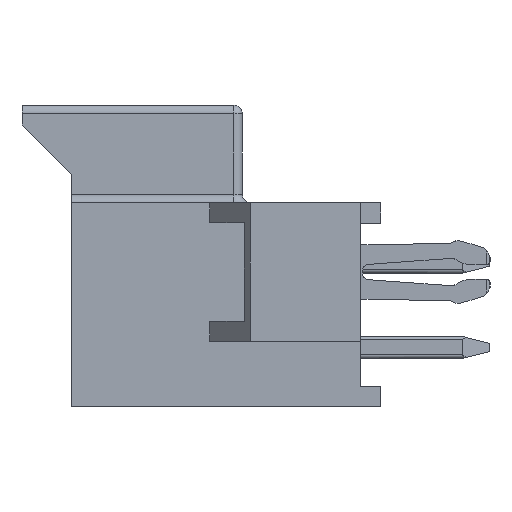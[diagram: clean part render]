
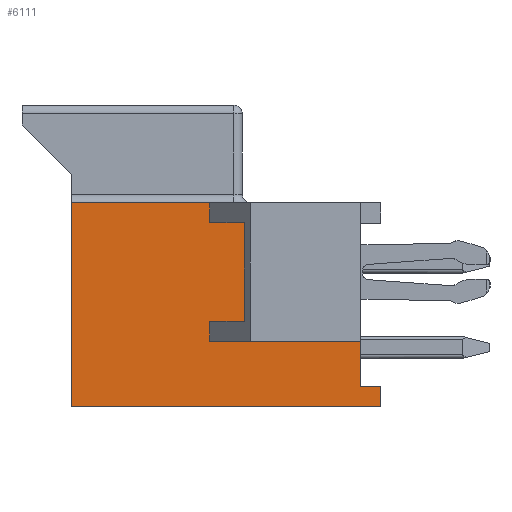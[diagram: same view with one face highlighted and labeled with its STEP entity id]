
A CAD part, left-side view. The second image highlights one B-rep face of the part: STEP entity #6111.
In plain terms, the highlighted planar face has unit normal (-1, 0, 0).
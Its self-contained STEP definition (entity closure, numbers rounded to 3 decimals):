
#35=CARTESIAN_POINT('',(-10.47,-4.04,2.99));
#36=VERTEX_POINT('',#35);
#37=CARTESIAN_POINT('',(-10.47,-4.04,2.41));
#38=VERTEX_POINT('',#37);
#39=CARTESIAN_POINT('',(-10.47,-4.04,2.99));
#40=DIRECTION('',(0.,0.,-1.));
#41=VECTOR('',#40,0.58);
#42=LINE('',#39,#41);
#43=EDGE_CURVE('',#36,#38,#42,.T.);
#61=CARTESIAN_POINT('',(-10.47,-4.04,-0.49));
#62=VERTEX_POINT('',#61);
#69=CARTESIAN_POINT('',(-10.47,-4.04,-1.07));
#70=VERTEX_POINT('',#69);
#71=CARTESIAN_POINT('',(-10.47,-4.04,-0.49));
#72=DIRECTION('',(0.,0.,-1.));
#73=VECTOR('',#72,0.58);
#74=LINE('',#71,#73);
#75=EDGE_CURVE('',#62,#70,#74,.T.);
#148=CARTESIAN_POINT('',(-10.47,-5.06,-0.49));
#149=VERTEX_POINT('',#148);
#156=CARTESIAN_POINT('',(-10.47,-5.06,-0.49));
#157=DIRECTION('',(0.,1.,0.));
#158=VECTOR('',#157,1.02);
#159=LINE('',#156,#158);
#160=EDGE_CURVE('',#149,#62,#159,.T.);
#170=CARTESIAN_POINT('',(-10.47,-5.06,2.41));
#171=VERTEX_POINT('',#170);
#219=CARTESIAN_POINT('',(-10.47,-4.04,2.41));
#220=DIRECTION('',(0.,-1.,0.));
#221=VECTOR('',#220,1.02);
#222=LINE('',#219,#221);
#223=EDGE_CURVE('',#38,#171,#222,.T.);
#4096=CARTESIAN_POINT('',(-10.47,-5.06,1.66));
#4097=VERTEX_POINT('',#4096);
#4098=CARTESIAN_POINT('',(-10.47,-5.06,2.41));
#4099=DIRECTION('',(0.,0.,-1.));
#4100=VECTOR('',#4099,0.75);
#4101=LINE('',#4098,#4100);
#4102=EDGE_CURVE('',#171,#4097,#4101,.T.);
#4191=CARTESIAN_POINT('',(-10.47,-5.06,0.26));
#4192=VERTEX_POINT('',#4191);
#4199=CARTESIAN_POINT('',(-10.47,-5.06,0.26));
#4200=DIRECTION('',(0.,0.,-1.));
#4201=VECTOR('',#4200,0.75);
#4202=LINE('',#4199,#4201);
#4203=EDGE_CURVE('',#4192,#149,#4202,.T.);
#6022=CARTESIAN_POINT('',(-10.47,-4.656,-1.676));
#6023=DIRECTION('',(0.,-1.,0.));
#6024=DIRECTION('',(-1.,0.,0.));
#6025=AXIS2_PLACEMENT_3D('',#6022,#6024,#6023);
#6026=PLANE('',#6025);
#6027=CARTESIAN_POINT('',(-10.47,0.,-2.99));
#6028=VERTEX_POINT('',#6027);
#6029=CARTESIAN_POINT('',(-10.47,-9.06,-2.99));
#6030=VERTEX_POINT('',#6029);
#6031=CARTESIAN_POINT('',(-10.47,0.,-2.99));
#6032=DIRECTION('',(0.,-1.,0.));
#6033=VECTOR('',#6032,9.06);
#6034=LINE('',#6031,#6033);
#6035=EDGE_CURVE('',#6028,#6030,#6034,.T.);
#6036=ORIENTED_EDGE('',*,*,#6035,.T.);
#6037=CARTESIAN_POINT('',(-10.47,-9.06,-2.39));
#6038=VERTEX_POINT('',#6037);
#6039=CARTESIAN_POINT('',(-10.47,-9.06,-2.99));
#6040=DIRECTION('',(0.,0.,1.));
#6041=VECTOR('',#6040,0.6);
#6042=LINE('',#6039,#6041);
#6043=EDGE_CURVE('',#6030,#6038,#6042,.T.);
#6044=ORIENTED_EDGE('',*,*,#6043,.T.);
#6045=CARTESIAN_POINT('',(-10.47,-8.46,-2.39));
#6046=VERTEX_POINT('',#6045);
#6047=CARTESIAN_POINT('',(-10.47,-9.06,-2.39));
#6048=DIRECTION('',(0.,1.,0.));
#6049=VECTOR('',#6048,0.6);
#6050=LINE('',#6047,#6049);
#6051=EDGE_CURVE('',#6038,#6046,#6050,.T.);
#6052=ORIENTED_EDGE('',*,*,#6051,.T.);
#6053=CARTESIAN_POINT('',(-10.47,-8.46,-1.07));
#6054=VERTEX_POINT('',#6053);
#6055=CARTESIAN_POINT('',(-10.47,-8.46,-2.39));
#6056=DIRECTION('',(0.,0.,1.));
#6057=VECTOR('',#6056,1.32);
#6058=LINE('',#6055,#6057);
#6059=EDGE_CURVE('',#6046,#6054,#6058,.T.);
#6060=ORIENTED_EDGE('',*,*,#6059,.T.);
#6061=CARTESIAN_POINT('',(-10.47,-8.46,-1.07));
#6062=DIRECTION('',(0.,1.,0.));
#6063=VECTOR('',#6062,4.42);
#6064=LINE('',#6061,#6063);
#6065=EDGE_CURVE('',#6054,#70,#6064,.T.);
#6066=ORIENTED_EDGE('',*,*,#6065,.T.);
#6067=ORIENTED_EDGE('',*,*,#75,.F.);
#6068=ORIENTED_EDGE('',*,*,#160,.F.);
#6069=ORIENTED_EDGE('',*,*,#4203,.F.);
#6070=CARTESIAN_POINT('',(-10.47,-8.46,0.26));
#6071=VERTEX_POINT('',#6070);
#6072=CARTESIAN_POINT('',(-10.47,-5.06,0.26));
#6073=DIRECTION('',(0.,-1.,0.));
#6074=VECTOR('',#6073,3.4);
#6075=LINE('',#6072,#6074);
#6076=EDGE_CURVE('',#4192,#6071,#6075,.T.);
#6077=ORIENTED_EDGE('',*,*,#6076,.T.);
#6078=CARTESIAN_POINT('',(-10.47,-8.46,1.66));
#6079=VERTEX_POINT('',#6078);
#6080=CARTESIAN_POINT('',(-10.47,-8.46,0.26));
#6081=DIRECTION('',(0.,0.,1.));
#6082=VECTOR('',#6081,1.4);
#6083=LINE('',#6080,#6082);
#6084=EDGE_CURVE('',#6071,#6079,#6083,.T.);
#6085=ORIENTED_EDGE('',*,*,#6084,.T.);
#6086=CARTESIAN_POINT('',(-10.47,-8.46,1.66));
#6087=DIRECTION('',(0.,1.,0.));
#6088=VECTOR('',#6087,3.4);
#6089=LINE('',#6086,#6088);
#6090=EDGE_CURVE('',#6079,#4097,#6089,.T.);
#6091=ORIENTED_EDGE('',*,*,#6090,.T.);
#6092=ORIENTED_EDGE('',*,*,#4102,.F.);
#6093=ORIENTED_EDGE('',*,*,#223,.F.);
#6094=ORIENTED_EDGE('',*,*,#43,.F.);
#6095=CARTESIAN_POINT('',(-10.47,0.,2.99));
#6096=VERTEX_POINT('',#6095);
#6097=CARTESIAN_POINT('',(-10.47,-4.04,2.99));
#6098=DIRECTION('',(0.,1.,0.));
#6099=VECTOR('',#6098,4.04);
#6100=LINE('',#6097,#6099);
#6101=EDGE_CURVE('',#36,#6096,#6100,.T.);
#6102=ORIENTED_EDGE('',*,*,#6101,.T.);
#6103=CARTESIAN_POINT('',(-10.47,0.,2.99));
#6104=DIRECTION('',(0.,0.,-1.));
#6105=VECTOR('',#6104,5.98);
#6106=LINE('',#6103,#6105);
#6107=EDGE_CURVE('',#6096,#6028,#6106,.T.);
#6108=ORIENTED_EDGE('',*,*,#6107,.T.);
#6109=EDGE_LOOP('',(#6036,#6044,#6052,#6060,#6066,#6067,#6068,#6069,#6077,#6085,#6091,#6092,#6093,#6094,#6102,#6108));
#6110=FACE_OUTER_BOUND('',#6109,.T.);
#6111=ADVANCED_FACE('',(#6110),#6026,.T.);
